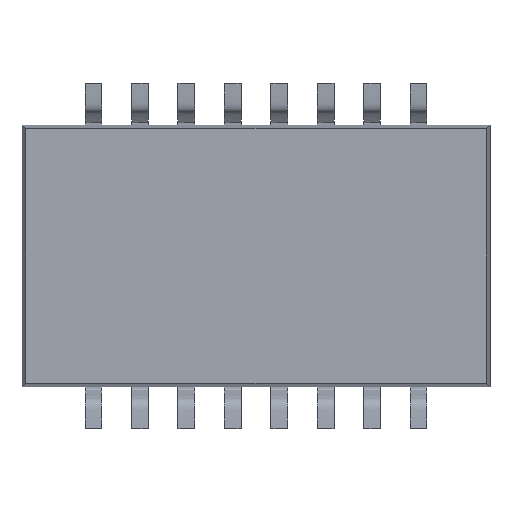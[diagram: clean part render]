
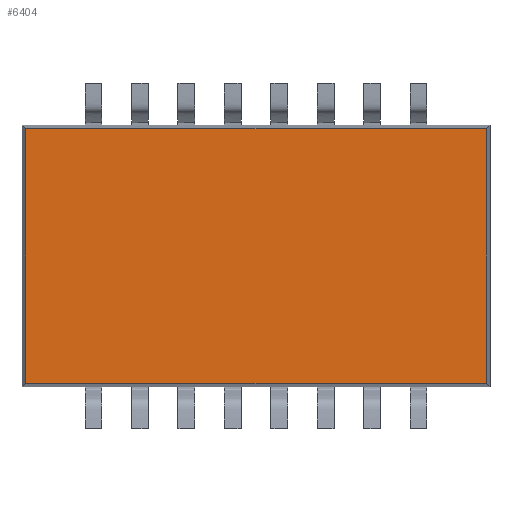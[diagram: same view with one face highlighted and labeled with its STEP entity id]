
A CAD part, front view. The second image highlights one B-rep face of the part: STEP entity #6404.
In plain terms, the highlighted planar face has unit normal (0, -1, 0).
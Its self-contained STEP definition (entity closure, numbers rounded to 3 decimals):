
#55 = AXIS2_PLACEMENT_3D ( 'NONE', #17234, #11479, #11382 ) ;
#812 = ORIENTED_EDGE ( 'NONE', *, *, #6687, .T. ) ;
#863 = EDGE_LOOP ( 'NONE', ( #812, #3027, #9558, #2640 ) ) ;
#1108 = EDGE_CURVE ( 'NONE', #2762, #3372, #4953, .T. ) ;
#1216 = LINE ( 'NONE', #19376, #3255 ) ;
#1555 = VERTEX_POINT ( 'NONE', #4151 ) ;
#2640 = ORIENTED_EDGE ( 'NONE', *, *, #16838, .T. ) ;
#2762 = VERTEX_POINT ( 'NONE', #10531 ) ;
#3027 = ORIENTED_EDGE ( 'NONE', *, *, #1108, .T. ) ;
#3255 = VECTOR ( 'NONE', #13182, 1000. ) ;
#3372 = VERTEX_POINT ( 'NONE', #18016 ) ;
#3574 = PLANE ( 'NONE',  #55 ) ;
#4151 = CARTESIAN_POINT ( 'NONE',  ( 6.3, 0., 3.475 ) ) ;
#4357 = CARTESIAN_POINT ( 'NONE',  ( 6.3, 0., -3.475 ) ) ;
#4953 = LINE ( 'NONE', #11169, #19600 ) ;
#5930 = EDGE_CURVE ( 'NONE', #3372, #14156, #18977, .T. ) ;
#6404 = ADVANCED_FACE ( 'NONE', ( #11177 ), #3574, .F. ) ;
#6687 = EDGE_CURVE ( 'NONE', #1555, #2762, #1216, .T. ) ;
#6897 = DIRECTION ( 'NONE',  ( 1., 0., 0. ) ) ;
#9558 = ORIENTED_EDGE ( 'NONE', *, *, #5930, .T. ) ;
#9725 = VECTOR ( 'NONE', #18214, 1000. ) ;
#10531 = CARTESIAN_POINT ( 'NONE',  ( -6.3, 0., 3.475 ) ) ;
#11066 = DIRECTION ( 'NONE',  ( 0., 0., -1. ) ) ;
#11169 = CARTESIAN_POINT ( 'NONE',  ( -6.3, 0., 3.475 ) ) ;
#11177 = FACE_OUTER_BOUND ( 'NONE', #863, .T. ) ;
#11382 = DIRECTION ( 'NONE',  ( 1., 0., 0. ) ) ;
#11479 = DIRECTION ( 'NONE',  ( 0., 1., 0. ) ) ;
#12158 = CARTESIAN_POINT ( 'NONE',  ( 6.3, 0., -3.475 ) ) ;
#13182 = DIRECTION ( 'NONE',  ( -1., 0., 0. ) ) ;
#14156 = VERTEX_POINT ( 'NONE', #4357 ) ;
#14492 = CARTESIAN_POINT ( 'NONE',  ( -6.3, 0., -3.475 ) ) ;
#16838 = EDGE_CURVE ( 'NONE', #14156, #1555, #19738, .T. ) ;
#16984 = VECTOR ( 'NONE', #6897, 1000. ) ;
#17234 = CARTESIAN_POINT ( 'NONE',  ( 0., 0., 0. ) ) ;
#18016 = CARTESIAN_POINT ( 'NONE',  ( -6.3, 0., -3.475 ) ) ;
#18214 = DIRECTION ( 'NONE',  ( 0., 0., 1. ) ) ;
#18977 = LINE ( 'NONE', #14492, #16984 ) ;
#19376 = CARTESIAN_POINT ( 'NONE',  ( 6.3, 0., 3.475 ) ) ;
#19600 = VECTOR ( 'NONE', #11066, 1000. ) ;
#19738 = LINE ( 'NONE', #12158, #9725 ) ;
